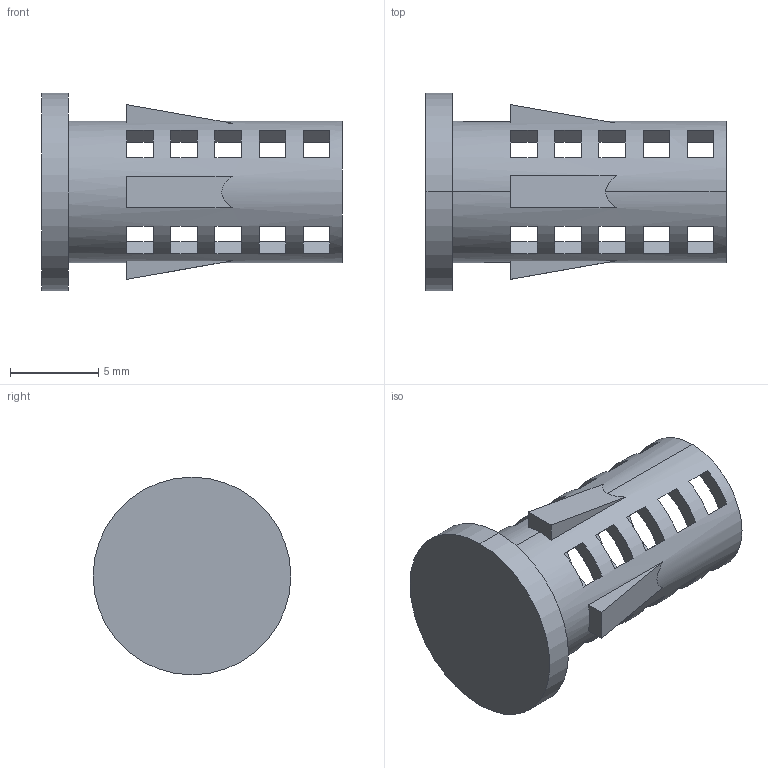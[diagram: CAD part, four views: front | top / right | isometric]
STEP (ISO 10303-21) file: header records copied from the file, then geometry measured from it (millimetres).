
FILE_DESCRIPTION (( 'STEP AP214' ), '1' );
FILE_NAME ('BK-6166.STEP', '2020-02-03T02:47:58', ( '' ), ( '' ), 'SwSTEP 2.0', 'SolidWorks 2017', '' );
FILE_SCHEMA (( 'AUTOMOTIVE_DESIGN' ));
Length unit declared in the file: millimetre
Products named in the file (1): BK-6166
Bounding box: 17 x 11.2 x 11.2 mm (x, y, z)
Volume: 418.3 mm3; surface area: 976.8 mm2
Topology: 1 solids, 1 shells, 106 faces, 300 edges, 200 vertices
Faces by surface type: plane 100, cylinder 6
Entity records: 3576 total; most frequent: CARTESIAN_POINT 625, DIRECTION 606, ORIENTED_EDGE 600, EDGE_CURVE 300, AXIS2_PLACEMENT_3D 205, VERTEX_POINT 200, LINE 196, VECTOR 196
